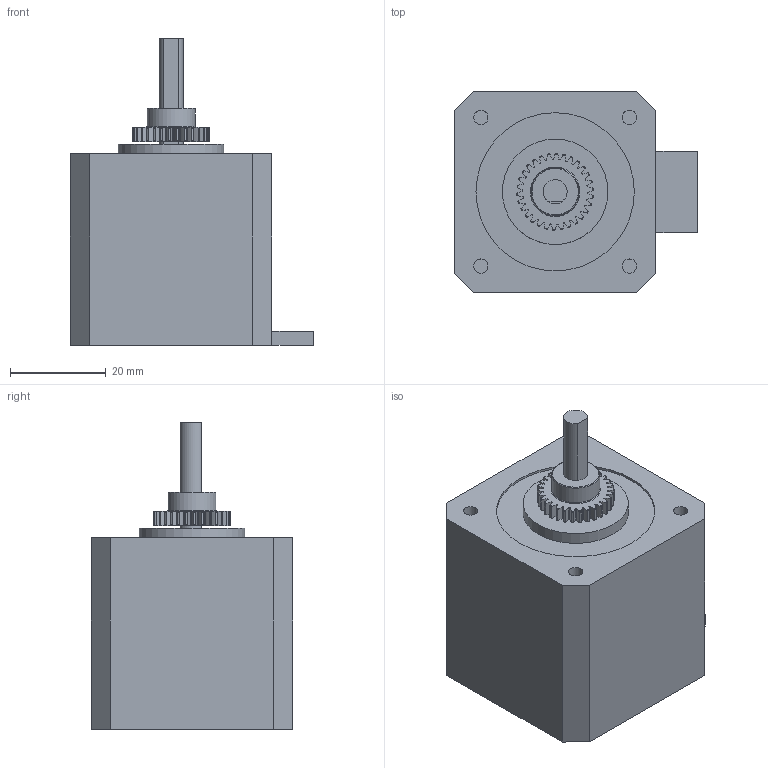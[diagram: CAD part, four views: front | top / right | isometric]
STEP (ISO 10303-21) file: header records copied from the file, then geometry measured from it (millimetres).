
FILE_DESCRIPTION(/* description */ (''),/* implementation_level */ '2;1');
FILE_NAME(/* name */ 'Ender3 Extruder Motor_v4.step',/* time_stamp */ '2023-08-31T11:35:30-07:00',/* author */ (''),/* organization */ (''),/* preprocessor_version */ 'ST-DEVELOPER v20',/* originating_system */ 'Autodesk Translation Framework v12.9.0.99',/* authorisation */ '');
FILE_SCHEMA (('AUTOMOTIVE_DESIGN { 1 0 10303 214 3 1 1 }'));
Length unit declared in the file: millimetre
Products named in the file (3): Ender3 Extruder Motor; 40-42 motor; 20 Degree Pressure Angle Plastic Gear v1
Assembly tree (2 placements, depth 2):
  Ender3 Extruder Motor
    40-42 motor
    20 Degree Pressure Angle Plastic Gear v1
Bounding box: 50.7 x 42 x 64 mm (x, y, z)
Volume: 70802.5 mm3; surface area: 12356.9 mm2
Topology: 2 solids, 2 shells, 286 faces, 807 edges, 538 vertices
Faces by surface type: cylinder 194, torus 62, plane 30
Full cylindrical faces by diameter (mm): 3 x8, 5 x1, 7 x1, 10 x1, 22 x1, 33 x1
Entity records: 10674 total; most frequent: CARTESIAN_POINT 2956, DIRECTION 1723, ORIENTED_EDGE 1614, EDGE_CURVE 807, AXIS2_PLACEMENT_3D 745, VERTEX_POINT 538, CIRCLE 454, EDGE_LOOP 301
